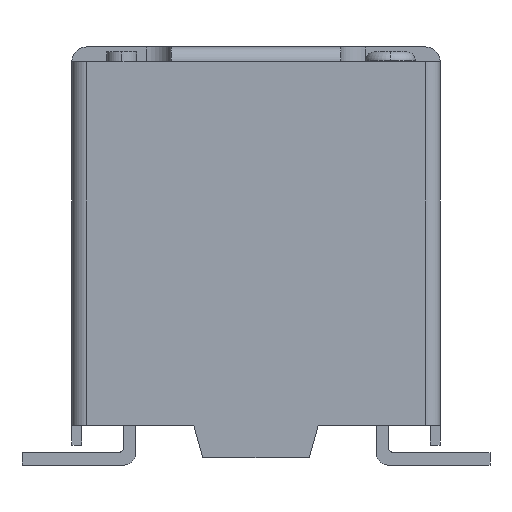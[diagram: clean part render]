
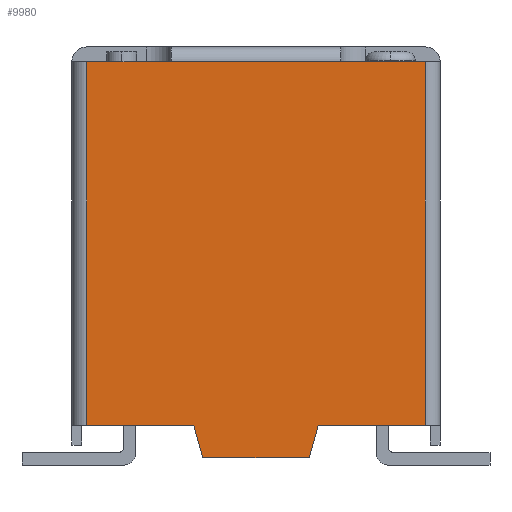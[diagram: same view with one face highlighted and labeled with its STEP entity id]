
A CAD part, left-side view. The second image highlights one B-rep face of the part: STEP entity #9980.
In plain terms, the highlighted planar face has unit normal (-1, 0, 0).
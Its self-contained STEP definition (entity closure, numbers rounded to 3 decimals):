
#190 = CARTESIAN_POINT ( 'NONE',  ( -7.5, 1.071, 0.15 ) ) ;
#205 = VERTEX_POINT ( 'NONE', #8208 ) ;
#333 = LINE ( 'NONE', #12873, #10087 ) ;
#644 = VECTOR ( 'NONE', #6355, 1000. ) ;
#732 = CARTESIAN_POINT ( 'NONE',  ( -7.5, -3.4, 8.1 ) ) ;
#754 = DIRECTION ( 'NONE',  ( 0., -1., 0. ) ) ;
#800 = CARTESIAN_POINT ( 'NONE',  ( -7.5, 3.4, 8.1 ) ) ;
#1133 = EDGE_CURVE ( 'NONE', #8856, #3889, #8230, .T. ) ;
#1954 = LINE ( 'NONE', #10286, #9203 ) ;
#2070 = VECTOR ( 'NONE', #3074, 1000. ) ;
#2291 = EDGE_CURVE ( 'NONE', #205, #8029, #4287, .T. ) ;
#2394 = VECTOR ( 'NONE', #10959, 1000. ) ;
#2574 = EDGE_LOOP ( 'NONE', ( #10969, #3831, #5081, #9811, #3934, #11492, #3188, #10928, #6569, #12854 ) ) ;
#2613 = AXIS2_PLACEMENT_3D ( 'NONE', #8619, #6505, #5337 ) ;
#2990 = CARTESIAN_POINT ( 'NONE',  ( -7.5, 1.7, 8.1 ) ) ;
#3074 = DIRECTION ( 'NONE',  ( 0., -1., 0. ) ) ;
#3100 = DIRECTION ( 'NONE',  ( 0., 0., -1. ) ) ;
#3136 = CARTESIAN_POINT ( 'NONE',  ( -7.5, 3.4, 8.4 ) ) ;
#3188 = ORIENTED_EDGE ( 'NONE', *, *, #3506, .T. ) ;
#3290 = CARTESIAN_POINT ( 'NONE',  ( -7.5, 1.25, 0.8 ) ) ;
#3395 = DIRECTION ( 'NONE',  ( 0., -1., 0. ) ) ;
#3506 = EDGE_CURVE ( 'NONE', #12938, #8535, #9515, .T. ) ;
#3831 = ORIENTED_EDGE ( 'NONE', *, *, #6486, .T. ) ;
#3889 = VERTEX_POINT ( 'NONE', #9933 ) ;
#3934 = ORIENTED_EDGE ( 'NONE', *, *, #11686, .T. ) ;
#4287 = LINE ( 'NONE', #12371, #2070 ) ;
#4831 = CARTESIAN_POINT ( 'NONE',  ( -7.5, -1.071, 0.15 ) ) ;
#5081 = ORIENTED_EDGE ( 'NONE', *, *, #2291, .F. ) ;
#5228 = DIRECTION ( 'NONE',  ( 0., 1., 0. ) ) ;
#5337 = DIRECTION ( 'NONE',  ( 0., 1., 0. ) ) ;
#5476 = FACE_OUTER_BOUND ( 'NONE', #2574, .T. ) ;
#5972 = CARTESIAN_POINT ( 'NONE',  ( -7.5, 3.4, 0.8 ) ) ;
#6355 = DIRECTION ( 'NONE',  ( 0., -1., 0. ) ) ;
#6472 = EDGE_CURVE ( 'NONE', #8535, #11093, #11962, .T. ) ;
#6486 = EDGE_CURVE ( 'NONE', #7520, #8029, #12088, .T. ) ;
#6505 = DIRECTION ( 'NONE',  ( 1., 0., 0. ) ) ;
#6569 = ORIENTED_EDGE ( 'NONE', *, *, #9444, .T. ) ;
#6939 = VERTEX_POINT ( 'NONE', #5972 ) ;
#7251 = LINE ( 'NONE', #10351, #644 ) ;
#7307 = DIRECTION ( 'NONE',  ( 0., 0., -1. ) ) ;
#7395 = EDGE_CURVE ( 'NONE', #8856, #7520, #10145, .T. ) ;
#7520 = VERTEX_POINT ( 'NONE', #10598 ) ;
#7780 = VECTOR ( 'NONE', #3395, 1000. ) ;
#7844 = CARTESIAN_POINT ( 'NONE',  ( -7.5, 1.7, 8.1 ) ) ;
#8029 = VERTEX_POINT ( 'NONE', #2990 ) ;
#8208 = CARTESIAN_POINT ( 'NONE',  ( -7.5, 3.4, 8.1 ) ) ;
#8230 = LINE ( 'NONE', #13414, #8359 ) ;
#8359 = VECTOR ( 'NONE', #3100, 1000. ) ;
#8535 = VERTEX_POINT ( 'NONE', #9818 ) ;
#8619 = CARTESIAN_POINT ( 'NONE',  ( -7.5, 3.4, 8.4 ) ) ;
#8856 = VERTEX_POINT ( 'NONE', #732 ) ;
#9203 = VECTOR ( 'NONE', #754, 1000. ) ;
#9444 = EDGE_CURVE ( 'NONE', #11093, #3889, #7251, .T. ) ;
#9475 = LINE ( 'NONE', #3136, #11349 ) ;
#9515 = LINE ( 'NONE', #190, #7780 ) ;
#9699 = PLANE ( 'NONE',  #2613 ) ;
#9811 = ORIENTED_EDGE ( 'NONE', *, *, #11773, .T. ) ;
#9818 = CARTESIAN_POINT ( 'NONE',  ( -7.5, -1.071, 0.15 ) ) ;
#9933 = CARTESIAN_POINT ( 'NONE',  ( -7.5, -3.4, 0.8 ) ) ;
#9980 = ADVANCED_FACE ( 'NONE', ( #5476 ), #9699, .F. ) ;
#10087 = VECTOR ( 'NONE', #10727, 1000. ) ;
#10145 = LINE ( 'NONE', #800, #11319 ) ;
#10286 = CARTESIAN_POINT ( 'NONE',  ( -7.5, 3.4, 0.8 ) ) ;
#10351 = CARTESIAN_POINT ( 'NONE',  ( -7.5, 3.4, 0.8 ) ) ;
#10598 = CARTESIAN_POINT ( 'NONE',  ( -7.5, -1.7, 8.1 ) ) ;
#10727 = DIRECTION ( 'NONE',  ( 0., -0.265, -0.964 ) ) ;
#10928 = ORIENTED_EDGE ( 'NONE', *, *, #6472, .T. ) ;
#10938 = CARTESIAN_POINT ( 'NONE',  ( -7.5, -1.25, 0.8 ) ) ;
#10959 = DIRECTION ( 'NONE',  ( 0., 1., 0. ) ) ;
#10969 = ORIENTED_EDGE ( 'NONE', *, *, #7395, .T. ) ;
#11093 = VERTEX_POINT ( 'NONE', #10938 ) ;
#11300 = VECTOR ( 'NONE', #13166, 1000. ) ;
#11319 = VECTOR ( 'NONE', #5228, 1000. ) ;
#11349 = VECTOR ( 'NONE', #7307, 1000. ) ;
#11492 = ORIENTED_EDGE ( 'NONE', *, *, #12492, .T. ) ;
#11686 = EDGE_CURVE ( 'NONE', #6939, #12167, #1954, .T. ) ;
#11773 = EDGE_CURVE ( 'NONE', #205, #6939, #9475, .T. ) ;
#11798 = CARTESIAN_POINT ( 'NONE',  ( -7.5, 1.071, 0.15 ) ) ;
#11962 = LINE ( 'NONE', #4831, #11300 ) ;
#12088 = LINE ( 'NONE', #7844, #2394 ) ;
#12167 = VERTEX_POINT ( 'NONE', #3290 ) ;
#12371 = CARTESIAN_POINT ( 'NONE',  ( -7.5, 3.4, 8.1 ) ) ;
#12492 = EDGE_CURVE ( 'NONE', #12167, #12938, #333, .T. ) ;
#12854 = ORIENTED_EDGE ( 'NONE', *, *, #1133, .F. ) ;
#12873 = CARTESIAN_POINT ( 'NONE',  ( -7.5, 1.25, 0.8 ) ) ;
#12938 = VERTEX_POINT ( 'NONE', #11798 ) ;
#13166 = DIRECTION ( 'NONE',  ( 0., -0.265, 0.964 ) ) ;
#13414 = CARTESIAN_POINT ( 'NONE',  ( -7.5, -3.4, 8.4 ) ) ;
